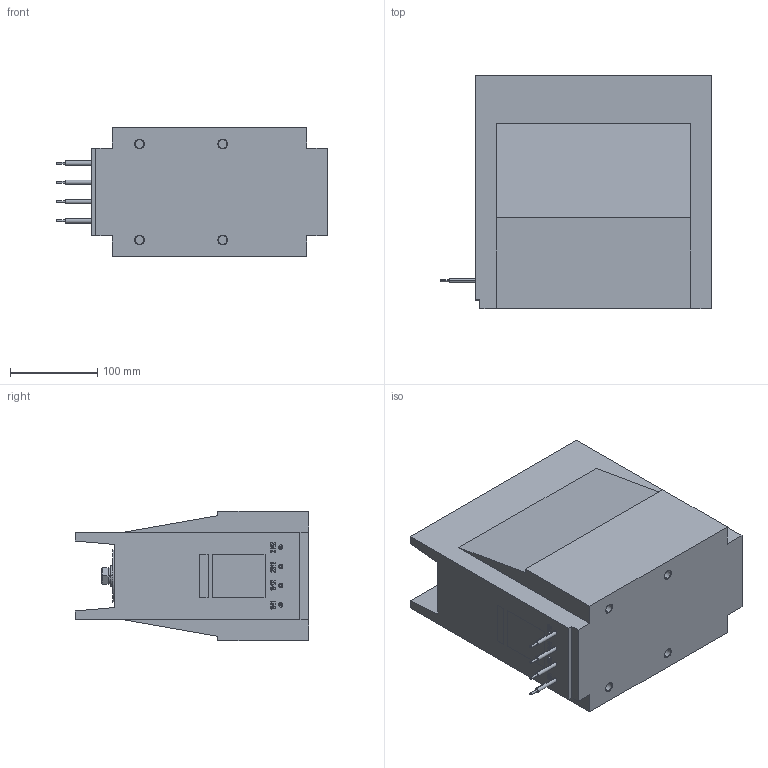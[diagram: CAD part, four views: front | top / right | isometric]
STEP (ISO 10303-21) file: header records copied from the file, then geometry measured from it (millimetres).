
FILE_DESCRIPTION (( 'STEP AP214' ), '1' );
FILE_NAME ('ﾒﾋﾊ-ﾑﾒ-10-9ﾌ_ﾒﾎﾋ-ﾑﾒ-10-9ﾌ.STEP', '2023-08-07T16:30:18', ( '' ), ( '' ), 'SwSTEP 2.0', 'SolidWorks 2019', '' );
FILE_SCHEMA (( 'AUTOMOTIVE_DESIGN' ));
Length unit declared in the file: millimetre
Products named in the file (1): ﾒﾋﾊ-ﾑﾒ-10-9ﾌ_ﾒﾎﾋ-ﾑﾒ-10-9ﾌ
Bounding box: 310 x 267 x 148 mm (x, y, z)
Volume: 7876476.7 mm3; surface area: 314415 mm2
Topology: 13 solids, 13 shells, 456 faces, 1138 edges, 748 vertices
Faces by surface type: plane 202, bspline 154, cylinder 68, cone 24, torus 8
Entity records: 23152 total; most frequent: CARTESIAN_POINT 8073, ORIENTED_EDGE 2276, DIRECTION 1572, EDGE_CURVE 1138, VERTEX_POINT 748, LINE 614, VECTOR 614, EDGE_LOOP 504
